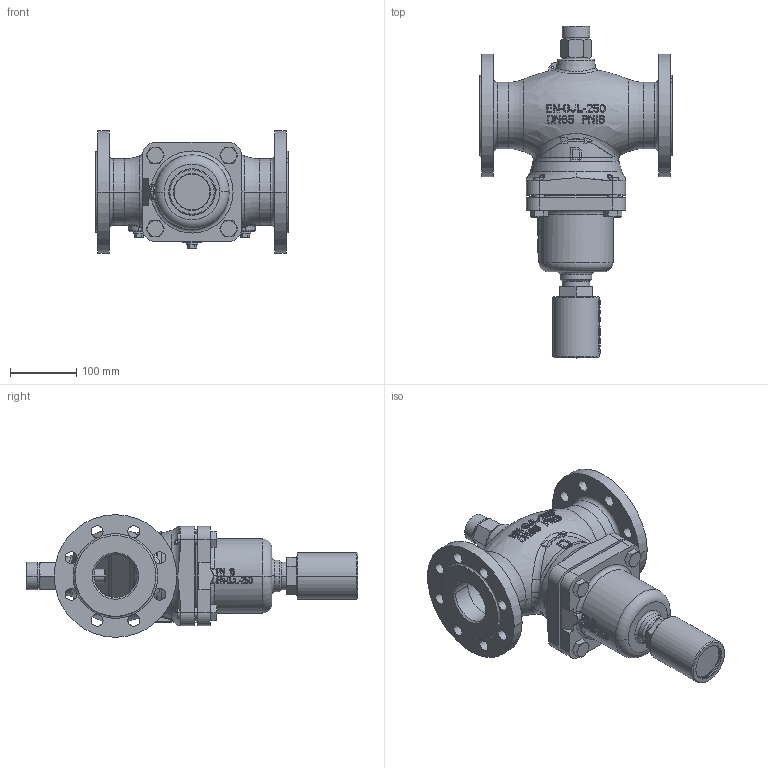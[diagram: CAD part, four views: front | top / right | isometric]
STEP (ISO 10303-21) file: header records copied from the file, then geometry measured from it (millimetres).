
FILE_DESCRIPTION((''),'2;1');
FILE_NAME('065B2744_ASM','2015-03-16T',('u317927'),('Danfoss'),'PRO/ENGINEER BY PARAMETRIC TECHNOLOGY CORPORATION, 2014000','PRO/ENGINEER BY PARAMETRIC TECHNOLOGY CORPORATION, 2014000','');
FILE_SCHEMA(('CONFIG_CONTROL_DESIGN'));
Products named in the file (8): 8861846; 8861016; 5184024; 88618270; 88618310; 88618200; VIJAK_G1L4X12_ZAPIRALNI; 065B2744_ASM
Assembly tree (12 placements, depth 2):
  065B2744_ASM
    8861846
    8861016
    5184024  x4
    88618270
    88618310
    88618200
    VIJAK_G1L4X12_ZAPIRALNI  x3
Bounding box: 290 x 501 x 185 mm (x, y, z)
Volume: 3463020.8 mm3; surface area: 742759.3 mm2
Topology: 12 solids, 35 shells, 2008 faces, 5422 edges, 3522 vertices
Faces by surface type: plane 1337, cylinder 324, cone 139, bspline 130, torus 74, sphere 4
Entity records: 68557 total; most frequent: CARTESIAN_POINT 24673, ORIENTED_EDGE 10068, DIRECTION 7681, EDGE_CURVE 5098, VERTEX_POINT 3322, AXIS2_PLACEMENT_3D 2922, B_SPLINE_CURVE_WITH_KNOTS 2106, EDGE_LOOP 2013
